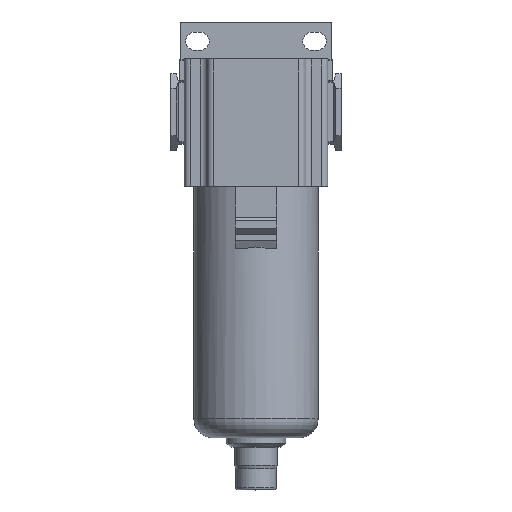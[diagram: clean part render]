
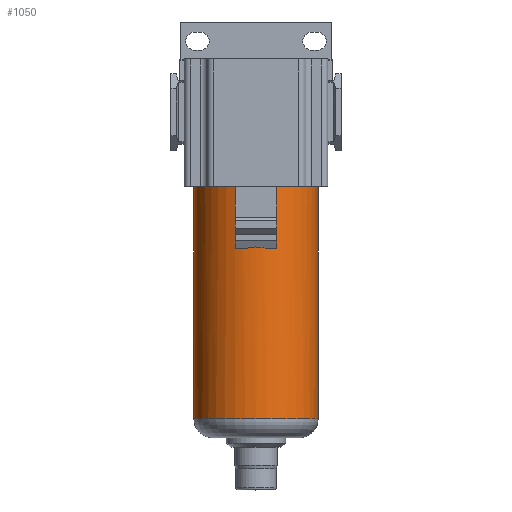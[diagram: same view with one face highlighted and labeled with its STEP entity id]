
A CAD part, top view. The second image highlights one B-rep face of the part: STEP entity #1050.
In plain terms, the highlighted cylindrical face has radius 29.2 mm (diameter 58.4 mm), a partial arc.
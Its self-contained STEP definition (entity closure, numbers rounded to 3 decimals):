
#2 = DIRECTION ( 'NONE',  ( 0., 1., 0. ) ) ;
#44 = CARTESIAN_POINT ( 'NONE',  ( 29.2, -144., 0. ) ) ;
#61 = ORIENTED_EDGE ( 'NONE', *, *, #1242, .F. ) ;
#95 = EDGE_LOOP ( 'NONE', ( #3318, #1562, #1053, #3263, #4293, #2433, #3052, #61, #2392, #2050 ) ) ;
#155 = CYLINDRICAL_SURFACE ( 'NONE', #1808, 29.2 ) ;
#156 = EDGE_CURVE ( 'NONE', #3487, #312, #3790, .T. ) ;
#191 = AXIS2_PLACEMENT_3D ( 'NONE', #1917, #1269, #573 ) ;
#312 = VERTEX_POINT ( 'NONE', #671 ) ;
#521 = DIRECTION ( 'NONE',  ( 0., 1., 0. ) ) ;
#573 = DIRECTION ( 'NONE',  ( 0., 0., 1. ) ) ;
#671 = CARTESIAN_POINT ( 'NONE',  ( 9.75, -64.1, 27.524 ) ) ;
#806 = CARTESIAN_POINT ( 'NONE',  ( -9.75, -177.5, 27.524 ) ) ;
#821 = CARTESIAN_POINT ( 'NONE',  ( -1.661, -63.1, 29.341 ) ) ;
#860 = DIRECTION ( 'NONE',  ( 0., 1., 0. ) ) ;
#918 = EDGE_CURVE ( 'NONE', #1971, #3005, #3415, .T. ) ;
#966 = AXIS2_PLACEMENT_3D ( 'NONE', #3691, #1038, #2506 ) ;
#1038 = DIRECTION ( 'NONE',  ( 0., 1., 0. ) ) ;
#1050 = ADVANCED_FACE ( 'NONE', ( #2866 ), #155, .T. ) ;
#1053 = ORIENTED_EDGE ( 'NONE', *, *, #3303, .F. ) ;
#1107 = CIRCLE ( 'NONE', #966, 29.2 ) ;
#1242 = EDGE_CURVE ( 'NONE', #3005, #4023, #2149, .T. ) ;
#1251 = AXIS2_PLACEMENT_3D ( 'NONE', #1918, #2585, #2337 ) ;
#1269 = DIRECTION ( 'NONE',  ( 0., 1., 0. ) ) ;
#1331 = CIRCLE ( 'NONE', #3784, 29.2 ) ;
#1408 = VERTEX_POINT ( 'NONE', #3304 ) ;
#1444 = VERTEX_POINT ( 'NONE', #2955 ) ;
#1521 = CARTESIAN_POINT ( 'NONE',  ( 9.75, -35., 27.524 ) ) ;
#1552 = CARTESIAN_POINT ( 'NONE',  ( -4.935, -64.1, 28.78 ) ) ;
#1562 = ORIENTED_EDGE ( 'NONE', *, *, #2396, .T. ) ;
#1567 = EDGE_CURVE ( 'NONE', #1444, #4160, #3036, .T. ) ;
#1631 = CARTESIAN_POINT ( 'NONE',  ( 29.2, -35., 0. ) ) ;
#1632 = CARTESIAN_POINT ( 'NONE',  ( -29.2, -144., 0. ) ) ;
#1787 = CARTESIAN_POINT ( 'NONE',  ( 1.661, -63.1, 29.341 ) ) ;
#1808 = AXIS2_PLACEMENT_3D ( 'NONE', #3872, #521, #2163 ) ;
#1917 = CARTESIAN_POINT ( 'NONE',  ( 0., -35., 0. ) ) ;
#1918 = CARTESIAN_POINT ( 'NONE',  ( 0., -144., 0. ) ) ;
#1971 = VERTEX_POINT ( 'NONE', #3108 ) ;
#2050 = ORIENTED_EDGE ( 'NONE', *, *, #2803, .F. ) ;
#2083 = VECTOR ( 'NONE', #3809, 1000. ) ;
#2112 = DIRECTION ( 'NONE',  ( 0., 1., 0. ) ) ;
#2149 = LINE ( 'NONE', #806, #3563 ) ;
#2163 = DIRECTION ( 'NONE',  ( 0., 0., -1. ) ) ;
#2290 = EDGE_CURVE ( 'NONE', #1408, #2760, #2512, .T. ) ;
#2337 = DIRECTION ( 'NONE',  ( 1., 0., 0. ) ) ;
#2392 = ORIENTED_EDGE ( 'NONE', *, *, #918, .F. ) ;
#2396 = EDGE_CURVE ( 'NONE', #1408, #3309, #3410, .T. ) ;
#2433 = ORIENTED_EDGE ( 'NONE', *, *, #1567, .F. ) ;
#2439 = VECTOR ( 'NONE', #2112, 1000. ) ;
#2506 = DIRECTION ( 'NONE',  ( 0., 0., 1. ) ) ;
#2512 = CIRCLE ( 'NONE', #1251, 29.2 ) ;
#2560 = DIRECTION ( 'NONE',  ( 0., 1., 0. ) ) ;
#2585 = DIRECTION ( 'NONE',  ( 0., -1., 0. ) ) ;
#2634 = DIRECTION ( 'NONE',  ( 0., 0., 1. ) ) ;
#2663 = CARTESIAN_POINT ( 'NONE',  ( -29.2, -144., 0. ) ) ;
#2760 = VERTEX_POINT ( 'NONE', #1632 ) ;
#2803 = EDGE_CURVE ( 'NONE', #2760, #1971, #4323, .T. ) ;
#2835 = CARTESIAN_POINT ( 'NONE',  ( 0., -64.1, 0. ) ) ;
#2841 = CARTESIAN_POINT ( 'NONE',  ( 4.935, -64.1, 28.78 ) ) ;
#2866 = FACE_OUTER_BOUND ( 'NONE', #95, .T. ) ;
#2887 = EDGE_CURVE ( 'NONE', #4160, #312, #1107, .T. ) ;
#2935 = CIRCLE ( 'NONE', #3979, 29.2 ) ;
#2955 = CARTESIAN_POINT ( 'NONE',  ( -4.935, -64.1, 28.78 ) ) ;
#3005 = VERTEX_POINT ( 'NONE', #3063 ) ;
#3036 =( BOUNDED_CURVE ( )  B_SPLINE_CURVE ( 3, ( #1552, #821, #1787, #3176 ),
 .UNSPECIFIED., .F., .T. ) 
 B_SPLINE_CURVE_WITH_KNOTS ( ( 4, 4 ),
 ( 2.972, 3.311 ),
 .UNSPECIFIED. ) 
 CURVE ( )  GEOMETRIC_REPRESENTATION_ITEM ( )  RATIONAL_B_SPLINE_CURVE ( ( 1., 0.99, 0.99, 1. ) ) 
 REPRESENTATION_ITEM ( '' )  );
#3052 = ORIENTED_EDGE ( 'NONE', *, *, #3896, .F. ) ;
#3063 = CARTESIAN_POINT ( 'NONE',  ( -9.75, -35., 27.524 ) ) ;
#3067 = VECTOR ( 'NONE', #2, 1000. ) ;
#3108 = CARTESIAN_POINT ( 'NONE',  ( -29.2, -35., 0. ) ) ;
#3161 = DIRECTION ( 'NONE',  ( 0., -1., 0. ) ) ;
#3176 = CARTESIAN_POINT ( 'NONE',  ( 4.935, -64.1, 28.78 ) ) ;
#3263 = ORIENTED_EDGE ( 'NONE', *, *, #156, .T. ) ;
#3303 = EDGE_CURVE ( 'NONE', #3487, #3309, #2935, .T. ) ;
#3304 = CARTESIAN_POINT ( 'NONE',  ( 29.2, -144., 0. ) ) ;
#3309 = VERTEX_POINT ( 'NONE', #1631 ) ;
#3318 = ORIENTED_EDGE ( 'NONE', *, *, #2290, .F. ) ;
#3410 = LINE ( 'NONE', #44, #3067 ) ;
#3415 = CIRCLE ( 'NONE', #191, 29.2 ) ;
#3487 = VERTEX_POINT ( 'NONE', #1521 ) ;
#3535 = DIRECTION ( 'NONE',  ( 0., 0., 1. ) ) ;
#3563 = VECTOR ( 'NONE', #3161, 1000. ) ;
#3654 = CARTESIAN_POINT ( 'NONE',  ( 0., -35., 0. ) ) ;
#3691 = CARTESIAN_POINT ( 'NONE',  ( 0., -64.1, 0. ) ) ;
#3784 = AXIS2_PLACEMENT_3D ( 'NONE', #2835, #860, #3535 ) ;
#3790 = LINE ( 'NONE', #4135, #2083 ) ;
#3809 = DIRECTION ( 'NONE',  ( 0., -1., 0. ) ) ;
#3872 = CARTESIAN_POINT ( 'NONE',  ( 0., -177.5, 0. ) ) ;
#3896 = EDGE_CURVE ( 'NONE', #4023, #1444, #1331, .T. ) ;
#3979 = AXIS2_PLACEMENT_3D ( 'NONE', #3654, #2560, #2634 ) ;
#4023 = VERTEX_POINT ( 'NONE', #4152 ) ;
#4135 = CARTESIAN_POINT ( 'NONE',  ( 9.75, -177.5, 27.524 ) ) ;
#4152 = CARTESIAN_POINT ( 'NONE',  ( -9.75, -64.1, 27.524 ) ) ;
#4160 = VERTEX_POINT ( 'NONE', #2841 ) ;
#4293 = ORIENTED_EDGE ( 'NONE', *, *, #2887, .F. ) ;
#4323 = LINE ( 'NONE', #2663, #2439 ) ;
